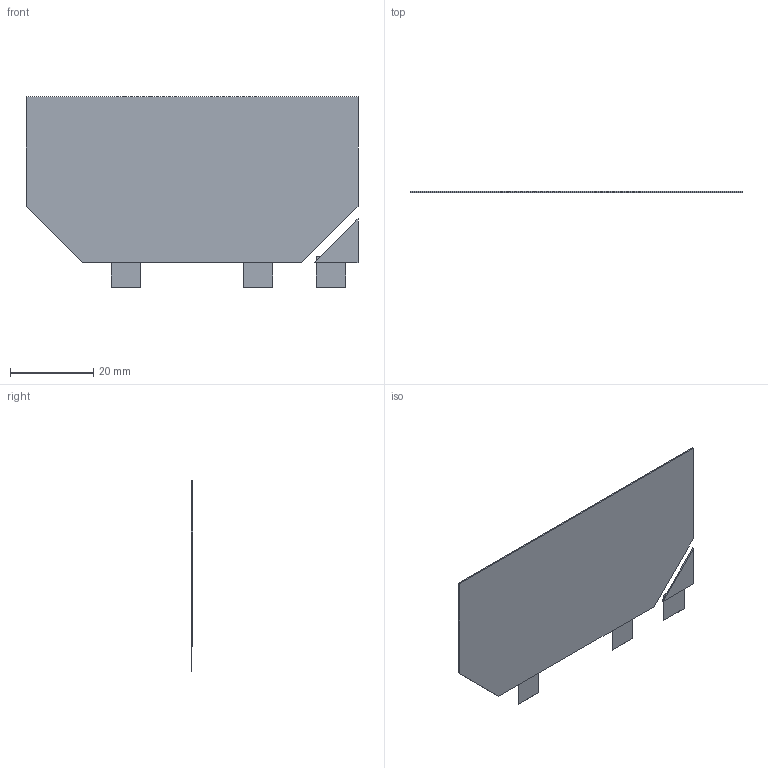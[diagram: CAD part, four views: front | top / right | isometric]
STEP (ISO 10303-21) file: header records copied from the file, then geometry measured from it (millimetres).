
FILE_DESCRIPTION(/* description */ (''),/* implementation_level */ '2;1');
FILE_NAME(/* name */ '3G30A.step',/* time_stamp */ '2022-08-08T10:35:37+02:00',/* author */ ('Alex'),/* organization */ (''),/* preprocessor_version */ 'ST-DEVELOPER v18.1',/* originating_system */ 'Autodesk Inventor 2022',/* authorisation */ '');
FILE_SCHEMA (('AUTOMOTIVE_DESIGN { 1 0 10303 214 3 1 1 }'));
Length unit declared in the file: millimetre
Products named in the file (1): solarcell
Bounding box: 80 x 0.3 x 46 mm (x, y, z)
Volume: 864.3 mm3; surface area: 6473.7 mm2
Topology: 2 solids, 2 shells, 33 faces, 79 edges, 50 vertices
Faces by surface type: plane 33
Entity records: 992 total; most frequent: CARTESIAN_POINT 163, ORIENTED_EDGE 158, DIRECTION 147, LINE 79, VECTOR 79, EDGE_CURVE 79, VERTEX_POINT 50, AXIS2_PLACEMENT_3D 34
